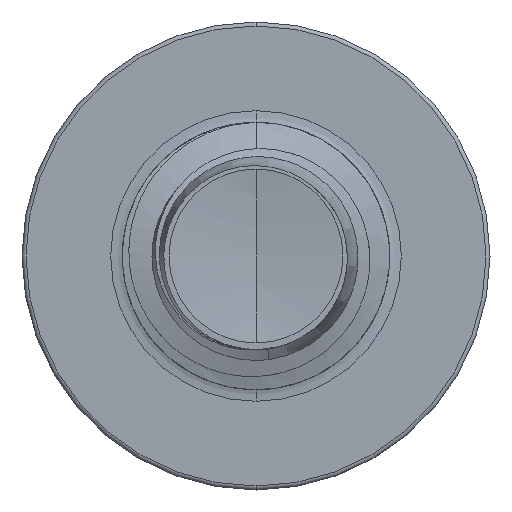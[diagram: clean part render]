
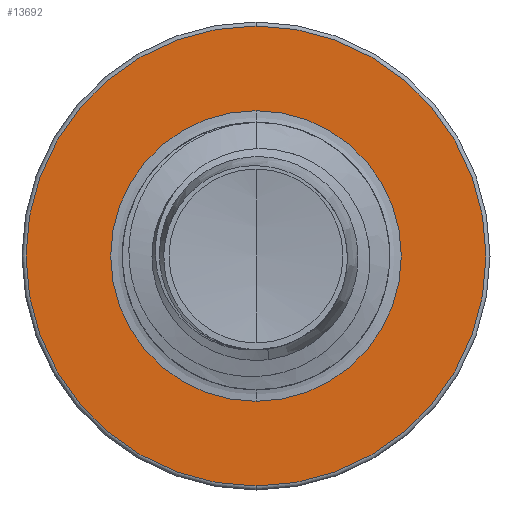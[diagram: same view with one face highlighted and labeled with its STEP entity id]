
A CAD part, front view. The second image highlights one B-rep face of the part: STEP entity #13692.
In plain terms, the highlighted planar face has unit normal (0, -1, 0).
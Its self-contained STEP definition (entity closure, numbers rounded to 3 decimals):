
#767 = AXIS2_PLACEMENT_3D ( 'NONE', #9219, #20556, #11029 ) ;
#868 = CARTESIAN_POINT ( 'NONE',  ( 0., 10., 0. ) ) ;
#1006 = VERTEX_POINT ( 'NONE', #12025 ) ;
#1648 = VERTEX_POINT ( 'NONE', #15510 ) ;
#2243 = VERTEX_POINT ( 'NONE', #5761 ) ;
#2623 = VERTEX_POINT ( 'NONE', #7023 ) ;
#2961 = DIRECTION ( 'NONE',  ( 0., 0., 1. ) ) ;
#3192 = CARTESIAN_POINT ( 'NONE',  ( 0., 10., -2.174 ) ) ;
#3811 = CIRCLE ( 'NONE', #20458, 2.174 ) ;
#4324 = CIRCLE ( 'NONE', #22771, 3.44 ) ;
#4354 = EDGE_LOOP ( 'NONE', ( #13342, #18837 ) ) ;
#4506 = FACE_BOUND ( 'NONE', #4624, .T. ) ;
#4624 = EDGE_LOOP ( 'NONE', ( #18919, #18977 ) ) ;
#5109 = EDGE_CURVE ( 'NONE', #1006, #2243, #4324, .T. ) ;
#5271 = DIRECTION ( 'NONE',  ( 0., 1., 0. ) ) ;
#5761 = CARTESIAN_POINT ( 'NONE',  ( 0., 10., -3.44 ) ) ;
#5802 = DIRECTION ( 'NONE',  ( 0., 0., 1. ) ) ;
#5826 = DIRECTION ( 'NONE',  ( 0., 1., 0. ) ) ;
#5834 = CARTESIAN_POINT ( 'NONE',  ( 0., 10., 0. ) ) ;
#7023 = CARTESIAN_POINT ( 'NONE',  ( 0., 10., 2.174 ) ) ;
#9219 = CARTESIAN_POINT ( 'NONE',  ( 0., 10., 0. ) ) ;
#10154 = CARTESIAN_POINT ( 'NONE',  ( 0., 10., 0. ) ) ;
#10465 = CIRCLE ( 'NONE', #16061, 2.174 ) ;
#11029 = DIRECTION ( 'NONE',  ( 0., 0., 1. ) ) ;
#11974 = DIRECTION ( 'NONE',  ( 0., 0., 1. ) ) ;
#12025 = CARTESIAN_POINT ( 'NONE',  ( 0., 10., 3.44 ) ) ;
#12723 = CIRCLE ( 'NONE', #767, 3.44 ) ;
#13342 = ORIENTED_EDGE ( 'NONE', *, *, #5109, .F. ) ;
#13692 = ADVANCED_FACE ( 'NONE', ( #19078, #4506 ), #20241, .F. ) ;
#14293 = DIRECTION ( 'NONE',  ( 0., 1., 0. ) ) ;
#15499 = AXIS2_PLACEMENT_3D ( 'NONE', #3192, #5271, #17832 ) ;
#15510 = CARTESIAN_POINT ( 'NONE',  ( 0., 10., -2.174 ) ) ;
#16061 = AXIS2_PLACEMENT_3D ( 'NONE', #10154, #21387, #11974 ) ;
#17832 = DIRECTION ( 'NONE',  ( 0., 0., 1. ) ) ;
#18571 = EDGE_CURVE ( 'NONE', #2243, #1006, #12723, .T. ) ;
#18837 = ORIENTED_EDGE ( 'NONE', *, *, #18571, .F. ) ;
#18919 = ORIENTED_EDGE ( 'NONE', *, *, #19437, .T. ) ;
#18977 = ORIENTED_EDGE ( 'NONE', *, *, #21788, .T. ) ;
#19078 = FACE_OUTER_BOUND ( 'NONE', #4354, .T. ) ;
#19437 = EDGE_CURVE ( 'NONE', #2623, #1648, #10465, .T. ) ;
#20241 = PLANE ( 'NONE',  #15499 ) ;
#20458 = AXIS2_PLACEMENT_3D ( 'NONE', #868, #14293, #2961 ) ;
#20556 = DIRECTION ( 'NONE',  ( 0., 1., 0. ) ) ;
#21387 = DIRECTION ( 'NONE',  ( 0., 1., 0. ) ) ;
#21788 = EDGE_CURVE ( 'NONE', #1648, #2623, #3811, .T. ) ;
#22771 = AXIS2_PLACEMENT_3D ( 'NONE', #5834, #5826, #5802 ) ;
